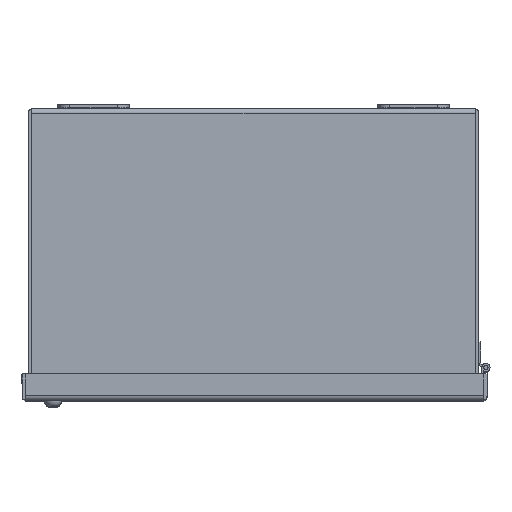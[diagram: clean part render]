
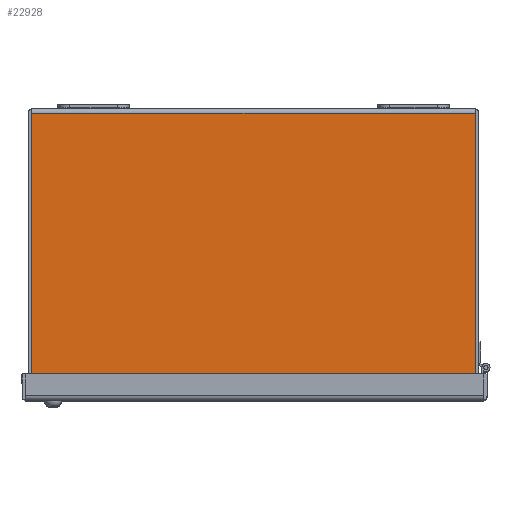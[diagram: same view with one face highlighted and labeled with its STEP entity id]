
A CAD part, top view. The second image highlights one B-rep face of the part: STEP entity #22928.
In plain terms, the highlighted planar face has unit normal (0, 0, 1).
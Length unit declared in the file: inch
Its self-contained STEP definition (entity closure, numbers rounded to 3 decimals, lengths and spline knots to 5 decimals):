
#341 = DIRECTION ( 'NONE',  ( -1., 0., 0. ) ) ;
#2093 = ORIENTED_EDGE ( 'NONE', *, *, #9372, .F. ) ;
#2686 = DIRECTION ( 'NONE',  ( 1., 0., 0. ) ) ;
#2863 = CARTESIAN_POINT ( 'NONE',  ( -4.67789, -5.892, 5.25 ) ) ;
#2899 = DIRECTION ( 'NONE',  ( 0., 0., 1. ) ) ;
#4053 = AXIS2_PLACEMENT_3D ( 'NONE', #19642, #2899, #9129 ) ;
#4716 = VECTOR ( 'NONE', #26892, 39.37008 ) ;
#5732 = DIRECTION ( 'NONE',  ( 0., -1., 0. ) ) ;
#6839 = LINE ( 'NONE', #23874, #25916 ) ;
#7697 = VERTEX_POINT ( 'NONE', #24593 ) ;
#9129 = DIRECTION ( 'NONE',  ( 1., 0., 0. ) ) ;
#9372 = EDGE_CURVE ( 'NONE', #18420, #7697, #17903, .T. ) ;
#9752 = ORIENTED_EDGE ( 'NONE', *, *, #27282, .T. ) ;
#10996 = LINE ( 'NONE', #19145, #17995 ) ;
#11235 = EDGE_CURVE ( 'NONE', #26637, #7697, #10996, .T. ) ;
#12496 = LINE ( 'NONE', #18727, #4716 ) ;
#13341 = CARTESIAN_POINT ( 'NONE',  ( -4.67789, -0.108, 5.25 ) ) ;
#13680 = PLANE ( 'NONE',  #4053 ) ;
#13812 = CARTESIAN_POINT ( 'NONE',  ( 4.67789, -0.108, 5.25 ) ) ;
#14057 = VERTEX_POINT ( 'NONE', #13341 ) ;
#14911 = VECTOR ( 'NONE', #5732, 39.37008 ) ;
#16925 = EDGE_LOOP ( 'NONE', ( #9752, #21402, #2093, #22035 ) ) ;
#17903 = LINE ( 'NONE', #24698, #14911 ) ;
#17995 = VECTOR ( 'NONE', #2686, 39.37008 ) ;
#18420 = VERTEX_POINT ( 'NONE', #13812 ) ;
#18727 = CARTESIAN_POINT ( 'NONE',  ( -4.67789, 39.37008, 5.25 ) ) ;
#19145 = CARTESIAN_POINT ( 'NONE',  ( -32.656, -5.892, 5.25 ) ) ;
#19642 = CARTESIAN_POINT ( 'NONE',  ( -32.656, 0., 5.25 ) ) ;
#21402 = ORIENTED_EDGE ( 'NONE', *, *, #11235, .T. ) ;
#22035 = ORIENTED_EDGE ( 'NONE', *, *, #26976, .T. ) ;
#22928 = ADVANCED_FACE ( 'NONE', ( #24351 ), #13680, .T. ) ;
#23874 = CARTESIAN_POINT ( 'NONE',  ( -32.656, -0.108, 5.25 ) ) ;
#24351 = FACE_OUTER_BOUND ( 'NONE', #16925, .T. ) ;
#24593 = CARTESIAN_POINT ( 'NONE',  ( 4.67789, -5.892, 5.25 ) ) ;
#24698 = CARTESIAN_POINT ( 'NONE',  ( 4.67789, 39.37008, 5.25 ) ) ;
#25916 = VECTOR ( 'NONE', #341, 39.37008 ) ;
#26637 = VERTEX_POINT ( 'NONE', #2863 ) ;
#26892 = DIRECTION ( 'NONE',  ( 0., -1., 0. ) ) ;
#26976 = EDGE_CURVE ( 'NONE', #18420, #14057, #6839, .T. ) ;
#27282 = EDGE_CURVE ( 'NONE', #14057, #26637, #12496, .T. ) ;
